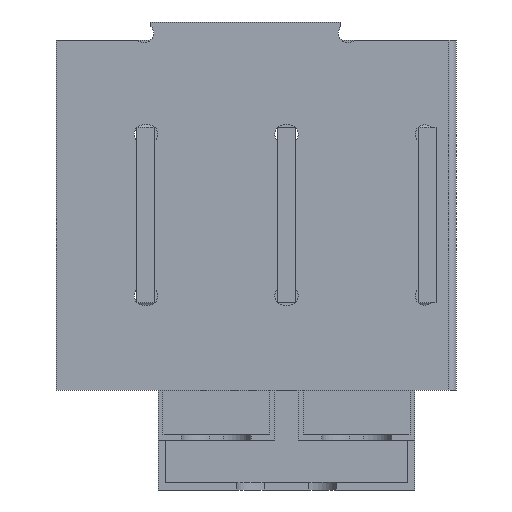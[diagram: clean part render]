
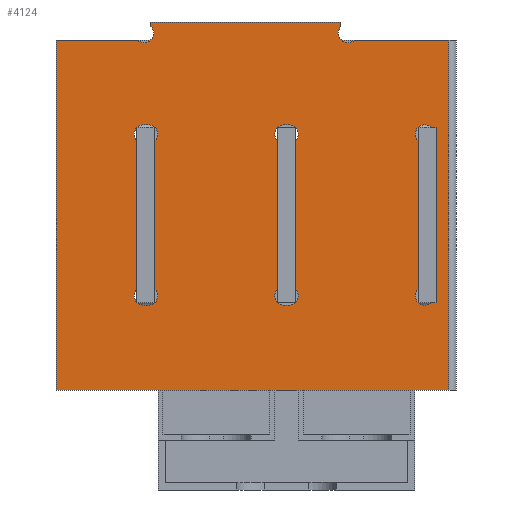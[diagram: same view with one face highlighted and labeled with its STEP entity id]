
A CAD part, front view. The second image highlights one B-rep face of the part: STEP entity #4124.
In plain terms, the highlighted planar face has unit normal (0, -1, 0).
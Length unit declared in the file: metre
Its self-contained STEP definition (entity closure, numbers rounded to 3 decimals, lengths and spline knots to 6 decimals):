
#224=CIRCLE('',#4580,0.009525);
#225=CIRCLE('',#4581,0.009525);
#226=CIRCLE('',#4582,0.009525);
#227=CIRCLE('',#4583,0.009525);
#228=CIRCLE('',#4584,0.009525);
#229=CIRCLE('',#4585,0.009525);
#230=CIRCLE('',#4586,0.009525);
#231=CIRCLE('',#4587,0.009525);
#232=CIRCLE('',#4588,0.009525);
#233=CIRCLE('',#4589,0.009525);
#234=CIRCLE('',#4590,0.009525);
#235=CIRCLE('',#4591,0.009525);
#856=ORIENTED_EDGE('',*,*,#1797,.T.);
#857=ORIENTED_EDGE('',*,*,#1798,.T.);
#858=ORIENTED_EDGE('',*,*,#1766,.F.);
#859=ORIENTED_EDGE('',*,*,#1799,.T.);
#860=ORIENTED_EDGE('',*,*,#1793,.F.);
#861=ORIENTED_EDGE('',*,*,#1800,.F.);
#862=ORIENTED_EDGE('',*,*,#1795,.T.);
#863=ORIENTED_EDGE('',*,*,#1801,.T.);
#864=ORIENTED_EDGE('',*,*,#1735,.F.);
#865=ORIENTED_EDGE('',*,*,#1802,.T.);
#866=ORIENTED_EDGE('',*,*,#1784,.F.);
#867=ORIENTED_EDGE('',*,*,#1803,.T.);
#868=ORIENTED_EDGE('',*,*,#1804,.T.);
#869=ORIENTED_EDGE('',*,*,#1780,.T.);
#870=ORIENTED_EDGE('',*,*,#1805,.T.);
#871=ORIENTED_EDGE('',*,*,#1806,.T.);
#872=ORIENTED_EDGE('',*,*,#1790,.F.);
#873=ORIENTED_EDGE('',*,*,#1807,.T.);
#874=ORIENTED_EDGE('',*,*,#1808,.T.);
#875=ORIENTED_EDGE('',*,*,#1786,.T.);
#876=ORIENTED_EDGE('',*,*,#1809,.T.);
#877=ORIENTED_EDGE('',*,*,#1810,.T.);
#878=ORIENTED_EDGE('',*,*,#1777,.F.);
#879=ORIENTED_EDGE('',*,*,#1811,.T.);
#880=ORIENTED_EDGE('',*,*,#1775,.F.);
#881=ORIENTED_EDGE('',*,*,#1812,.T.);
#882=ORIENTED_EDGE('',*,*,#1771,.T.);
#883=ORIENTED_EDGE('',*,*,#1813,.T.);
#1735=EDGE_CURVE('',#2234,#2235,#2634,.T.);
#1766=EDGE_CURVE('',#2264,#2265,#2653,.T.);
#1771=EDGE_CURVE('',#2268,#2267,#2657,.T.);
#1775=EDGE_CURVE('',#2270,#2269,#2661,.T.);
#1777=EDGE_CURVE('',#2271,#2272,#2663,.T.);
#1780=EDGE_CURVE('',#2274,#2273,#2666,.T.);
#1784=EDGE_CURVE('',#2276,#2275,#2670,.T.);
#1786=EDGE_CURVE('',#2278,#2277,#2672,.T.);
#1790=EDGE_CURVE('',#2280,#2279,#2676,.T.);
#1793=EDGE_CURVE('',#2282,#2281,#2679,.T.);
#1795=EDGE_CURVE('',#2284,#2283,#2681,.T.);
#1797=EDGE_CURVE('',#2285,#2286,#2683,.T.);
#1798=EDGE_CURVE('',#2286,#2265,#2684,.F.);
#1799=EDGE_CURVE('',#2264,#2281,#224,.T.);
#1800=EDGE_CURVE('',#2284,#2282,#2685,.T.);
#1801=EDGE_CURVE('',#2283,#2235,#225,.T.);
#1802=EDGE_CURVE('',#2234,#2285,#2686,.T.);
#1803=EDGE_CURVE('',#2276,#2287,#226,.T.);
#1804=EDGE_CURVE('',#2287,#2274,#227,.T.);
#1805=EDGE_CURVE('',#2273,#2288,#228,.T.);
#1806=EDGE_CURVE('',#2288,#2275,#229,.T.);
#1807=EDGE_CURVE('',#2280,#2289,#230,.T.);
#1808=EDGE_CURVE('',#2289,#2278,#231,.T.);
#1809=EDGE_CURVE('',#2277,#2290,#232,.T.);
#1810=EDGE_CURVE('',#2290,#2279,#233,.T.);
#1811=EDGE_CURVE('',#2271,#2269,#234,.T.);
#1812=EDGE_CURVE('',#2270,#2268,#2687,.T.);
#1813=EDGE_CURVE('',#2267,#2272,#235,.T.);
#2234=VERTEX_POINT('',#6530);
#2235=VERTEX_POINT('',#6531);
#2264=VERTEX_POINT('',#6593);
#2265=VERTEX_POINT('',#6594);
#2267=VERTEX_POINT('',#6601);
#2268=VERTEX_POINT('',#6603);
#2269=VERTEX_POINT('',#6607);
#2270=VERTEX_POINT('',#6609);
#2271=VERTEX_POINT('',#6613);
#2272=VERTEX_POINT('',#6615);
#2273=VERTEX_POINT('',#6619);
#2274=VERTEX_POINT('',#6621);
#2275=VERTEX_POINT('',#6625);
#2276=VERTEX_POINT('',#6627);
#2277=VERTEX_POINT('',#6631);
#2278=VERTEX_POINT('',#6633);
#2279=VERTEX_POINT('',#6637);
#2280=VERTEX_POINT('',#6639);
#2281=VERTEX_POINT('',#6643);
#2282=VERTEX_POINT('',#6645);
#2283=VERTEX_POINT('',#6649);
#2284=VERTEX_POINT('',#6651);
#2285=VERTEX_POINT('',#6655);
#2286=VERTEX_POINT('',#6656);
#2287=VERTEX_POINT('',#6663);
#2288=VERTEX_POINT('',#6666);
#2289=VERTEX_POINT('',#6669);
#2290=VERTEX_POINT('',#6672);
#2634=LINE('',#6529,#3079);
#2653=LINE('',#6592,#3098);
#2657=LINE('',#6602,#3102);
#2661=LINE('',#6610,#3106);
#2663=LINE('',#6614,#3108);
#2666=LINE('',#6620,#3111);
#2670=LINE('',#6628,#3115);
#2672=LINE('',#6632,#3117);
#2676=LINE('',#6640,#3121);
#2679=LINE('',#6646,#3124);
#2681=LINE('',#6650,#3126);
#2683=LINE('',#6654,#3128);
#2684=LINE('',#6657,#3129);
#2685=LINE('',#6659,#3130);
#2686=LINE('',#6661,#3131);
#2687=LINE('',#6675,#3132);
#3079=VECTOR('',#5326,1.);
#3098=VECTOR('',#5373,1.);
#3102=VECTOR('',#5381,1.);
#3106=VECTOR('',#5387,1.);
#3108=VECTOR('',#5391,1.);
#3111=VECTOR('',#5396,1.);
#3115=VECTOR('',#5402,1.);
#3117=VECTOR('',#5406,1.);
#3121=VECTOR('',#5412,1.);
#3124=VECTOR('',#5417,1.);
#3126=VECTOR('',#5421,1.);
#3128=VECTOR('',#5425,1.);
#3129=VECTOR('',#5426,1.);
#3130=VECTOR('',#5429,1.);
#3131=VECTOR('',#5432,1.);
#3132=VECTOR('',#5451,1.);
#3485=EDGE_LOOP('',(#856,#857,#858,#859,#860,#861,#862,#863,#864,#865));
#3486=EDGE_LOOP('',(#866,#867,#868,#869,#870,#871));
#3487=EDGE_LOOP('',(#872,#873,#874,#875,#876,#877));
#3488=EDGE_LOOP('',(#878,#879,#880,#881,#882,#883));
#3736=FACE_BOUND('',#3485,.T.);
#3737=FACE_BOUND('',#3486,.T.);
#3738=FACE_BOUND('',#3487,.T.);
#3739=FACE_BOUND('',#3488,.T.);
#3920=PLANE('',#4579);
#4124=ADVANCED_FACE('',(#3736,#3737,#3738,#3739),#3920,.T.);
#4579=AXIS2_PLACEMENT_3D('',#6653,#5423,#5424);
#4580=AXIS2_PLACEMENT_3D('',#6658,#5427,#5428);
#4581=AXIS2_PLACEMENT_3D('',#6660,#5430,#5431);
#4582=AXIS2_PLACEMENT_3D('',#6662,#5433,#5434);
#4583=AXIS2_PLACEMENT_3D('',#6664,#5435,#5436);
#4584=AXIS2_PLACEMENT_3D('',#6665,#5437,#5438);
#4585=AXIS2_PLACEMENT_3D('',#6667,#5439,#5440);
#4586=AXIS2_PLACEMENT_3D('',#6668,#5441,#5442);
#4587=AXIS2_PLACEMENT_3D('',#6670,#5443,#5444);
#4588=AXIS2_PLACEMENT_3D('',#6671,#5445,#5446);
#4589=AXIS2_PLACEMENT_3D('',#6673,#5447,#5448);
#4590=AXIS2_PLACEMENT_3D('',#6674,#5449,#5450);
#4591=AXIS2_PLACEMENT_3D('',#6676,#5452,#5453);
#5326=DIRECTION('',(1.,0.,0.));
#5373=DIRECTION('',(1.,0.,0.));
#5381=DIRECTION('',(-1.,0.,0.));
#5387=DIRECTION('',(-1.,0.,0.));
#5391=DIRECTION('',(0.,0.,-1.));
#5396=DIRECTION('',(0.,0.,-1.));
#5402=DIRECTION('',(0.,0.,-1.));
#5406=DIRECTION('',(0.,0.,-1.));
#5412=DIRECTION('',(0.,0.,-1.));
#5417=DIRECTION('',(0.,0.,-1.));
#5421=DIRECTION('',(0.,0.,-1.));
#5423=DIRECTION('',(0.,-1.,0.));
#5424=DIRECTION('',(1.,0.,0.));
#5425=DIRECTION('',(1.,0.,0.));
#5426=DIRECTION('',(0.,0.,-1.));
#5427=DIRECTION('',(0.,1.,0.));
#5428=DIRECTION('',(0.,0.,1.));
#5429=DIRECTION('',(1.,0.,0.));
#5430=DIRECTION('',(0.,1.,0.));
#5431=DIRECTION('',(0.,0.,1.));
#5432=DIRECTION('',(0.,0.,-1.));
#5433=DIRECTION('',(0.,1.,0.));
#5434=DIRECTION('',(-1.,0.,0.));
#5435=DIRECTION('',(0.,1.,0.));
#5436=DIRECTION('',(-1.,0.,0.));
#5437=DIRECTION('',(0.,1.,0.));
#5438=DIRECTION('',(-1.,0.,0.));
#5439=DIRECTION('',(0.,1.,0.));
#5440=DIRECTION('',(-1.,0.,0.));
#5441=DIRECTION('',(0.,1.,0.));
#5442=DIRECTION('',(0.,0.,1.));
#5443=DIRECTION('',(0.,1.,0.));
#5444=DIRECTION('',(0.,0.,1.));
#5445=DIRECTION('',(0.,1.,0.));
#5446=DIRECTION('',(0.,0.,1.));
#5447=DIRECTION('',(0.,1.,0.));
#5448=DIRECTION('',(0.,0.,1.));
#5449=DIRECTION('',(0.,1.,0.));
#5450=DIRECTION('',(0.,0.,1.));
#5451=DIRECTION('',(0.,0.,-1.));
#5452=DIRECTION('',(0.,1.,0.));
#5453=DIRECTION('',(0.,0.,1.));
#6529=CARTESIAN_POINT('',(0.,-0.22,0.175));
#6530=CARTESIAN_POINT('',(-0.19,-0.22,0.175));
#6531=CARTESIAN_POINT('',(-0.10847,-0.22,0.175));
#6592=CARTESIAN_POINT('',(0.,-0.22,0.175));
#6593=CARTESIAN_POINT('',(0.10847,-0.22,0.175));
#6594=CARTESIAN_POINT('',(0.203,-0.22,0.175));
#6601=CARTESIAN_POINT('',(0.18547,-0.22,-0.0875));
#6602=CARTESIAN_POINT('',(0.181,-0.22,-0.0875));
#6603=CARTESIAN_POINT('',(0.19,-0.22,-0.0875));
#6607=CARTESIAN_POINT('',(0.18547,-0.22,0.0875));
#6609=CARTESIAN_POINT('',(0.19,-0.22,0.0875));
#6610=CARTESIAN_POINT('',(0.181,-0.22,0.0875));
#6613=CARTESIAN_POINT('',(0.172,-0.22,0.07403));
#6614=CARTESIAN_POINT('',(0.172,-0.22,0.));
#6615=CARTESIAN_POINT('',(0.172,-0.22,-0.07403));
#6619=CARTESIAN_POINT('',(0.0495,-0.22,-0.07403));
#6620=CARTESIAN_POINT('',(0.0495,-0.22,0.));
#6621=CARTESIAN_POINT('',(0.0495,-0.22,0.07403));
#6625=CARTESIAN_POINT('',(0.0315,-0.22,-0.07403));
#6627=CARTESIAN_POINT('',(0.0315,-0.22,0.07403));
#6628=CARTESIAN_POINT('',(0.0315,-0.22,0.));
#6631=CARTESIAN_POINT('',(-0.091,-0.22,-0.07403));
#6632=CARTESIAN_POINT('',(-0.091,-0.22,0.));
#6633=CARTESIAN_POINT('',(-0.091,-0.22,0.07403));
#6637=CARTESIAN_POINT('',(-0.109,-0.22,-0.07403));
#6639=CARTESIAN_POINT('',(-0.109,-0.22,0.07403));
#6640=CARTESIAN_POINT('',(-0.109,-0.22,0.));
#6643=CARTESIAN_POINT('',(0.095,-0.22,0.18847));
#6645=CARTESIAN_POINT('',(0.095,-0.22,0.193));
#6646=CARTESIAN_POINT('',(0.095,-0.22,0.193));
#6649=CARTESIAN_POINT('',(-0.095,-0.22,0.18847));
#6650=CARTESIAN_POINT('',(-0.095,-0.22,0.193));
#6651=CARTESIAN_POINT('',(-0.095,-0.22,0.193));
#6653=CARTESIAN_POINT('',(0.,-0.22,0.));
#6654=CARTESIAN_POINT('',(0.,-0.22,-0.175));
#6655=CARTESIAN_POINT('',(-0.19,-0.22,-0.175));
#6656=CARTESIAN_POINT('',(0.203,-0.22,-0.175));
#6657=CARTESIAN_POINT('',(0.203,-0.22,0.175));
#6658=CARTESIAN_POINT('',(0.101735,-0.22,0.181735));
#6659=CARTESIAN_POINT('',(0.,-0.22,0.193));
#6660=CARTESIAN_POINT('',(-0.101735,-0.22,0.181735));
#6661=CARTESIAN_POINT('',(-0.19,-0.22,0.));
#6662=CARTESIAN_POINT('',(0.038235,-0.22,0.080765));
#6663=CARTESIAN_POINT('',(0.0405,-0.22,0.090017));
#6664=CARTESIAN_POINT('',(0.042765,-0.22,0.080765));
#6665=CARTESIAN_POINT('',(0.042765,-0.22,-0.080765));
#6666=CARTESIAN_POINT('',(0.0405,-0.22,-0.090017));
#6667=CARTESIAN_POINT('',(0.038235,-0.22,-0.080765));
#6668=CARTESIAN_POINT('',(-0.102265,-0.22,0.080765));
#6669=CARTESIAN_POINT('',(-0.1,-0.22,0.090017));
#6670=CARTESIAN_POINT('',(-0.097735,-0.22,0.080765));
#6671=CARTESIAN_POINT('',(-0.097735,-0.22,-0.080765));
#6672=CARTESIAN_POINT('',(-0.1,-0.22,-0.090017));
#6673=CARTESIAN_POINT('',(-0.102265,-0.22,-0.080765));
#6674=CARTESIAN_POINT('',(0.178735,-0.22,0.080765));
#6675=CARTESIAN_POINT('',(0.19,-0.22,0.175));
#6676=CARTESIAN_POINT('',(0.178735,-0.22,-0.080765));
